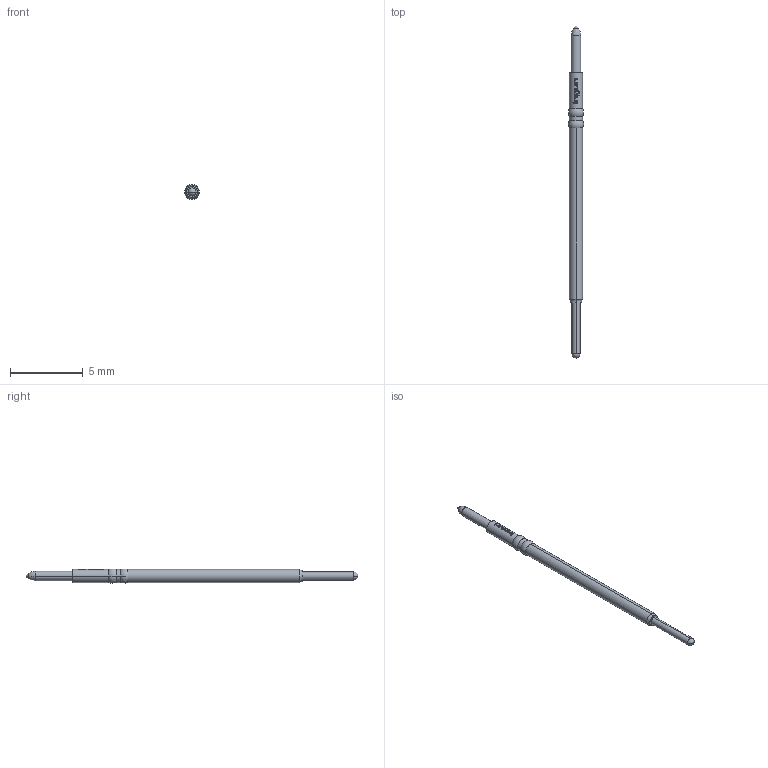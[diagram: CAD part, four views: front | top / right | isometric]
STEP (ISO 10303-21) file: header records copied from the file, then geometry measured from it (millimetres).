
FILE_DESCRIPTION (( 'STEP AP203' ), '1' );
FILE_NAME ('INGUN_KT-S-050_67_23.STEP', '2022-01-25T06:21:42', ( 'ochi' ), ( '' ), 'SwSTEP 2.0', 'SolidWorks 2018', '' );
FILE_SCHEMA (( 'CONFIG_CONTROL_DESIGN' ));
Length unit declared in the file: millimetre
Products named in the file (1): INGUN_KT-S-050_67_23
Bounding box: 1.04 x 22.81 x 1.03 mm (x, y, z)
Volume: 12 mm3; surface area: 58.4 mm2
Topology: 1 solids, 1 shells, 95 faces, 244 edges, 157 vertices
Faces by surface type: plane 43, bspline 22, cylinder 16, torus 10, cone 2, sphere 2
Entity records: 3115 total; most frequent: CARTESIAN_POINT 895, ORIENTED_EDGE 484, DIRECTION 388, EDGE_CURVE 242, AXIS2_PLACEMENT_3D 158, VERTEX_POINT 157, EDGE_LOOP 103, FACE_OUTER_BOUND 95
